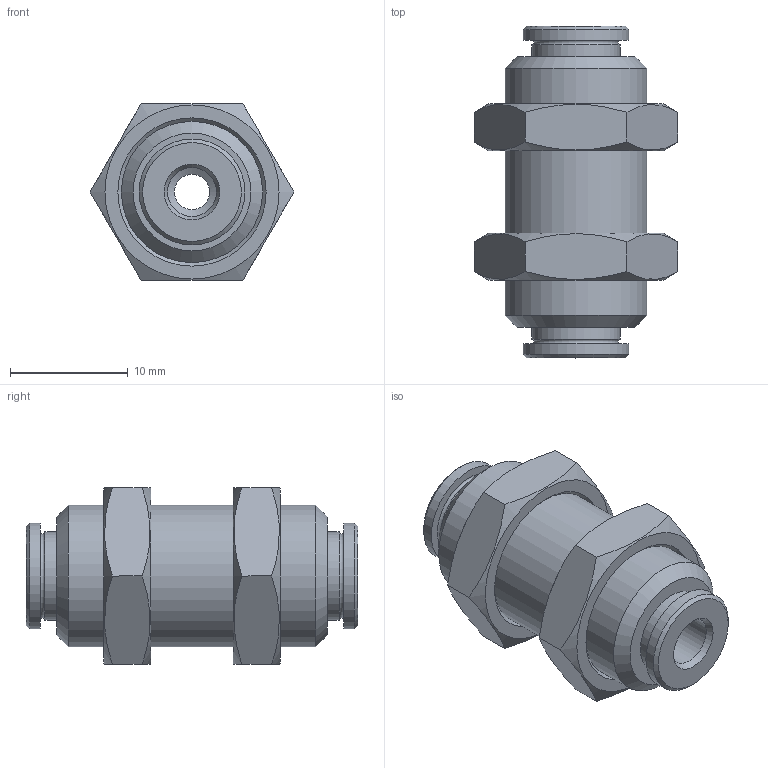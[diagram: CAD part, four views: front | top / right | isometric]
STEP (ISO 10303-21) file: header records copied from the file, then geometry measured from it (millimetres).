
FILE_DESCRIPTION( ( 'STEP AP214' ), '1' );
FILE_NAME( 'psolqas_16876_46.stp', '2020-12-01T17:18:06', ( 'License CC BY-ND 4.0' ), ( 'CADENAS' ), ' ', 'PARTsolutions', ' ' );
FILE_SCHEMA( ( 'AUTOMOTIVE_DESIGN { 1 0 10303 214 1 1 1 1 }' ) );
Length unit declared in the file: metre
Products named in the file (1): NONE
Bounding box: 17.32 x 28.21 x 15 mm (x, y, z)
Volume: 3091.5 mm3; surface area: 2054.5 mm2
Topology: 1 solids, 1 shells, 50 faces, 116 edges, 76 vertices
Faces by surface type: plane 22, cone 16, cylinder 10, torus 2
Full cylindrical faces by diameter (mm): 3 x1, 4.15 x2, 7.5 x2, 9 x2, 12 x3
Entity records: 1760 total; most frequent: CARTESIAN_POINT 391, DIRECTION 186, ORIENTED_EDGE 160, EDGE_LOOP 88, AXIS2_PLACEMENT_3D 87, EDGE_CURVE 80, VERTEX_POINT 68, FACE_OUTER_BOUND 62
